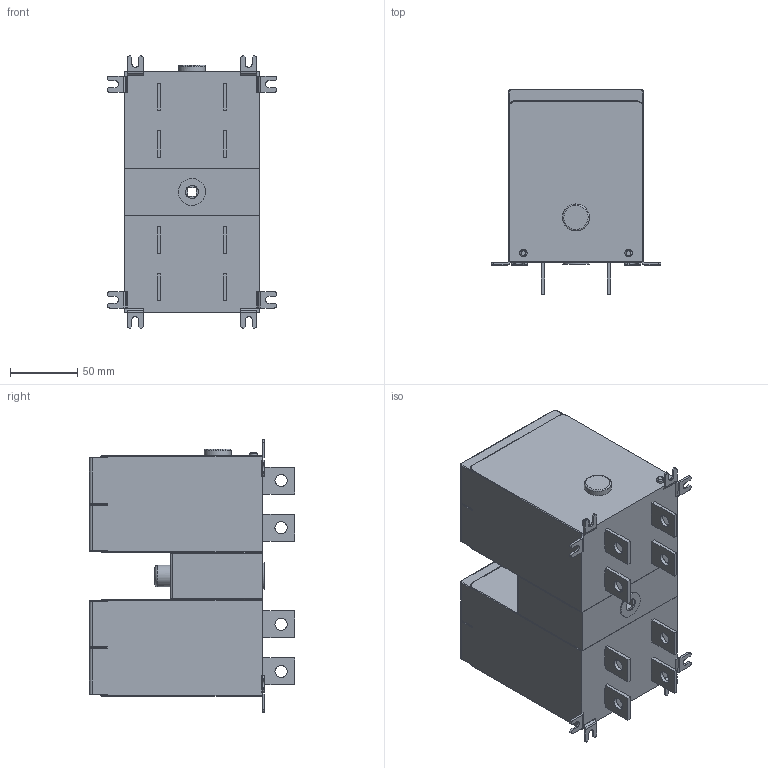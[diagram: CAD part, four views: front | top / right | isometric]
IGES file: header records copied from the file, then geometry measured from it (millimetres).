
Global section: file name: OS160GD22BB_Palikka.igs; preprocessor: I-DEAS 3D IGES Translator 11; date: 20101109.132222; units: millimetre
Bounding box: 126.02 x 152.01 x 202.01 mm (x, y, z)
Volume: 2076762.5 mm3; surface area: 131309.3 mm2
Topology: 1 solids, 1 shells, 372 faces, 1016 edges, 688 vertices
Faces by surface type: bspline 372
